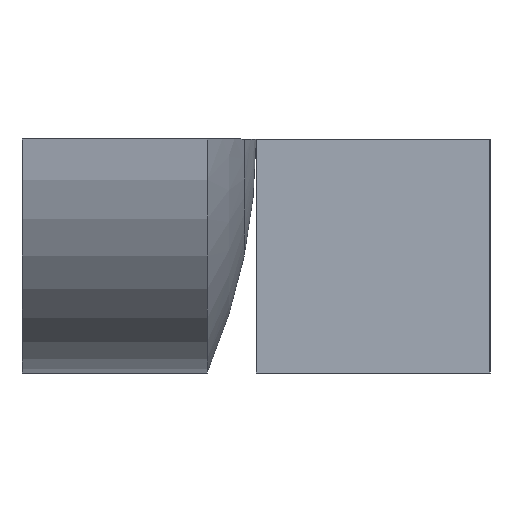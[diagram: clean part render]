
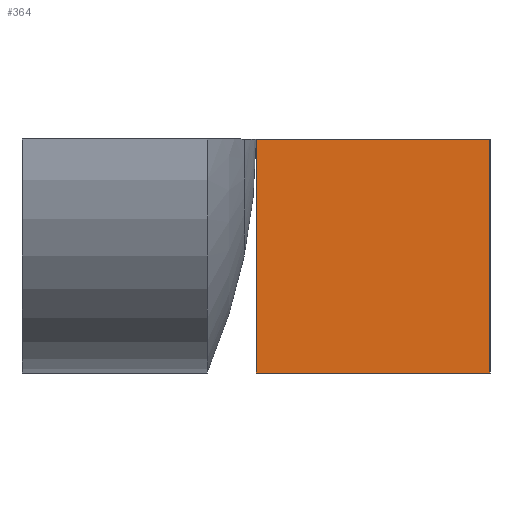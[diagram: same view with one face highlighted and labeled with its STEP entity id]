
A CAD part, left-side view. The second image highlights one B-rep face of the part: STEP entity #364.
In plain terms, the highlighted planar face has unit normal (-1, 0, 0).
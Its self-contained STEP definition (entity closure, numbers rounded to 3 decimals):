
#5 = ORIENTED_EDGE ( 'NONE', *, *, #36, .T. ) ;
#14 = ORIENTED_EDGE ( 'NONE', *, *, #332, .F. ) ;
#29 = LINE ( 'NONE', #492, #409 ) ;
#36 = EDGE_CURVE ( 'NONE', #358, #198, #346, .T. ) ;
#41 = EDGE_CURVE ( 'NONE', #403, #198, #118, .T. ) ;
#100 = VECTOR ( 'NONE', #545, 1000. ) ;
#118 = LINE ( 'NONE', #304, #100 ) ;
#119 = DIRECTION ( 'NONE',  ( 0., -1., 0. ) ) ;
#147 = CARTESIAN_POINT ( 'NONE',  ( -15., 0., -5. ) ) ;
#154 = CARTESIAN_POINT ( 'NONE',  ( -15., 0., -5. ) ) ;
#164 = CARTESIAN_POINT ( 'NONE',  ( -15., -5., -5. ) ) ;
#196 = DIRECTION ( 'NONE',  ( -1., 0., 0. ) ) ;
#198 = VERTEX_POINT ( 'NONE', #428 ) ;
#199 = PLANE ( 'NONE',  #485 ) ;
#216 = CARTESIAN_POINT ( 'NONE',  ( -15., 0., 0. ) ) ;
#251 = CARTESIAN_POINT ( 'NONE',  ( -15., 0., -5. ) ) ;
#252 = VECTOR ( 'NONE', #342, 1000. ) ;
#265 = VERTEX_POINT ( 'NONE', #147 ) ;
#276 = ORIENTED_EDGE ( 'NONE', *, *, #41, .F. ) ;
#304 = CARTESIAN_POINT ( 'NONE',  ( -15., 0., 0. ) ) ;
#332 = EDGE_CURVE ( 'NONE', #265, #403, #585, .T. ) ;
#342 = DIRECTION ( 'NONE',  ( 0., 0., 1. ) ) ;
#346 = LINE ( 'NONE', #164, #421 ) ;
#353 = DIRECTION ( 'NONE',  ( 0., 0., 1. ) ) ;
#358 = VERTEX_POINT ( 'NONE', #581 ) ;
#364 = ADVANCED_FACE ( 'NONE', ( #523 ), #199, .T. ) ;
#387 = DIRECTION ( 'NONE',  ( 0., 0., 1. ) ) ;
#403 = VERTEX_POINT ( 'NONE', #216 ) ;
#409 = VECTOR ( 'NONE', #119, 1000. ) ;
#421 = VECTOR ( 'NONE', #353, 1000. ) ;
#428 = CARTESIAN_POINT ( 'NONE',  ( -15., -5., 0. ) ) ;
#478 = ORIENTED_EDGE ( 'NONE', *, *, #518, .T. ) ;
#485 = AXIS2_PLACEMENT_3D ( 'NONE', #251, #196, #387 ) ;
#492 = CARTESIAN_POINT ( 'NONE',  ( -15., 0., -5. ) ) ;
#518 = EDGE_CURVE ( 'NONE', #265, #358, #29, .T. ) ;
#521 = EDGE_LOOP ( 'NONE', ( #276, #14, #478, #5 ) ) ;
#523 = FACE_OUTER_BOUND ( 'NONE', #521, .T. ) ;
#545 = DIRECTION ( 'NONE',  ( 0., -1., 0. ) ) ;
#581 = CARTESIAN_POINT ( 'NONE',  ( -15., -5., -5. ) ) ;
#585 = LINE ( 'NONE', #154, #252 ) ;
